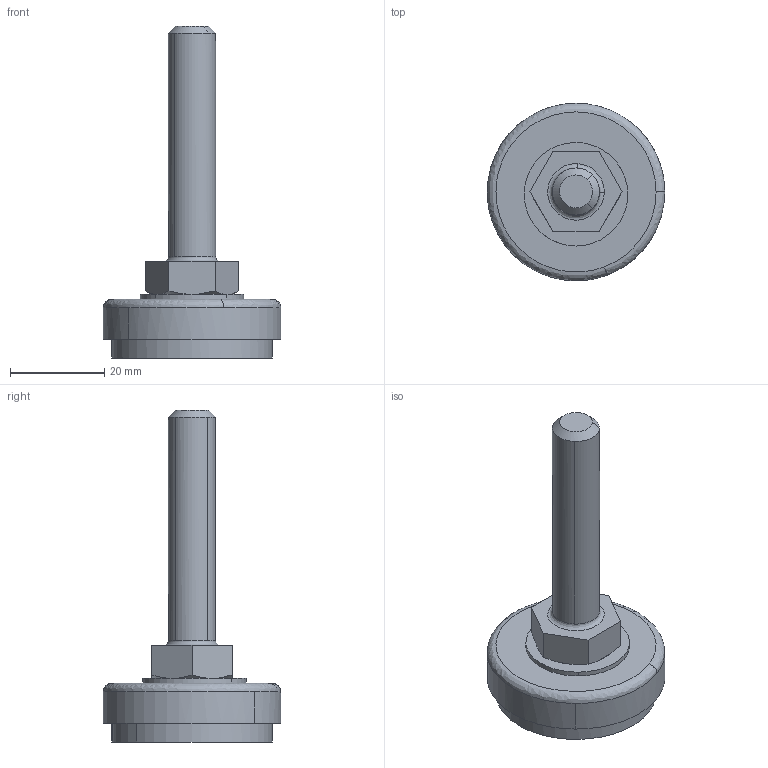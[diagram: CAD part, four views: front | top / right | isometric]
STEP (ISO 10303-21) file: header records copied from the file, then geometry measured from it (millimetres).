
FILE_DESCRIPTION((''),'2;1');
FILE_NAME('','2006-01-19T10:05:53',(''),(''),'','CADfix','');
FILE_SCHEMA(('AUTOMOTIVE_DESIGN'));
Length unit declared in the file: millimetre
Products named in the file (7): washer; rubber pad; retainer; cover; center core; bolt; TM_73_2_23391_36
Assembly tree (6 placements, depth 2):
  TM_73_2_23391_36
    washer
    rubber pad
    retainer
    cover
    center core
    bolt
Bounding box: 37.7 x 37.7 x 70.5 mm (x, y, z)
Volume: 17874.2 mm3; surface area: 12691.9 mm2
Topology: 6 solids, 6 shells, 119 faces, 428 edges, 330 vertices
Faces by surface type: bspline 119
Entity records: 7003 total; most frequent: CARTESIAN_POINT 4325, ORIENTED_EDGE 856, EDGE_CURVE 428, VERTEX_POINT 330, B_SPLINE_CURVE_WITH_KNOTS 286, QUASI_UNIFORM_CURVE 142, EDGE_LOOP 136, FACE_OUTER_BOUND 119
